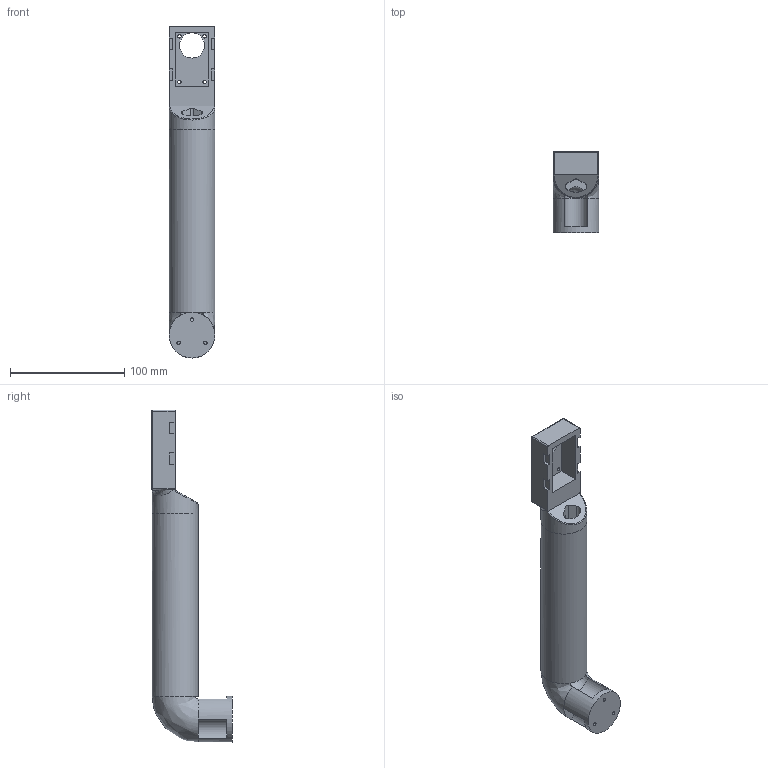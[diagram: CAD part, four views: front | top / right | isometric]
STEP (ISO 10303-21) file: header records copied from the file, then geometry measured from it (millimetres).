
FILE_DESCRIPTION(/* description */ ('','CAx-IF Rec.Pracs.---Representation and Presentation of Product Manufacturing Information (PMI)---4.0---2014-10-13'),/* implementation_level */ '2;1');
FILE_NAME(/* name */ '6_Axis_3arm.step',/* time_stamp */ '2024-12-27T13:57:17+09:00',/* author */ (''),/* organization */ (''),/* preprocessor_version */ 'ST-DEVELOPER v20',/* originating_system */ 'Autodesk Translation Framework v13.20.0.188',/* authorisation */ '');
FILE_SCHEMA (('AP242_MANAGED_MODEL_BASED_3D_ENGINEERING_MIM_LF { 1 0 10303 442 1 1 4 }'));
Length unit declared in the file: millimetre
Products named in the file (1): 6_Axis_3arm
Bounding box: 40 x 70.5 x 290 mm (x, y, z)
Volume: 243647.4 mm3; surface area: 70678 mm2
Topology: 2 solids, 2 shells, 101 faces, 258 edges, 163 vertices
Faces by surface type: plane 51, cylinder 38, sphere 5, bspline 5, torus 2
Full cylindrical faces by diameter (mm): 3 x7, 22 x1, 40 x3
Entity records: 3396 total; most frequent: CARTESIAN_POINT 821, DIRECTION 548, ORIENTED_EDGE 516, EDGE_CURVE 258, AXIS2_PLACEMENT_3D 203, VERTEX_POINT 163, LINE 142, VECTOR 142
